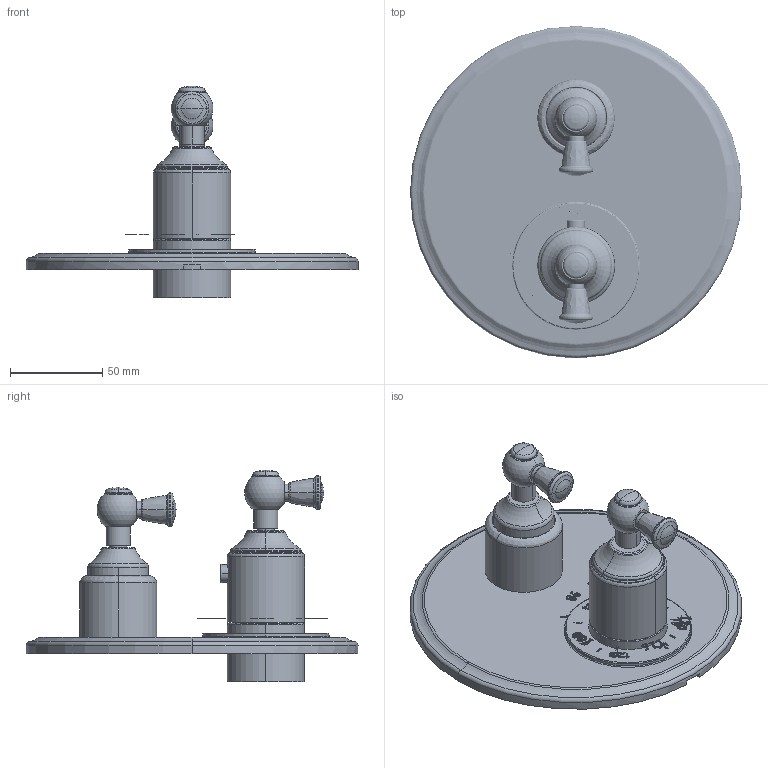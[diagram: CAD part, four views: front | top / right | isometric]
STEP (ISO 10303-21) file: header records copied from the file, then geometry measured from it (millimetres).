
FILE_DESCRIPTION((''),'2;1');
FILE_NAME('3-2413TR_ASM','2016-04-01T',('rsmith'),(''),'PRO/ENGINEER BY PARAMETRIC TECHNOLOGY CORPORATION, 2013150','PRO/ENGINEER BY PARAMETRIC TECHNOLOGY CORPORATION, 2013150','');
FILE_SCHEMA(('CONFIG_CONTROL_DESIGN'));
Products named in the file (24): 12346_AF3; H-78_2_FEET_AF6; 91678; 2-994_AF3_ASM; 12358; 91249; 91080; 2-989_ASM; 91308; 12344; 12345_AF6; 12352; 12353; 92849; 92137; 91246; 2-991_ASM; 11646; 11588; 91255; 11593; 92206; 2-992_ASM; 3-2413TR_ASM
Assembly tree (24 placements, depth 3):
  3-2413TR_ASM
    2-994_AF3_ASM
      12346_AF3
      H-78_2_FEET_AF6
      91678
    2-989_ASM
      12358
      91249
      91080
    91308
    12344
    12345_AF6
    2-991_ASM
      12352
      12353
      92849
      92137
      91246
    2-992_ASM  x2
      11646
      11588
      91255
      11593
      92206
Bounding box: 180 x 180 x 114.77 mm (x, y, z)
Volume: 154295.1 mm3; surface area: 170348.7 mm2
Topology: 24 solids, 684 shells, 3331 faces, 10292 edges, 7732 vertices
Faces by surface type: cylinder 912, plane 801, cone 649, extrusion 483, bspline 256, torus 190, sphere 32, revolution 8
Entity records: 120953 total; most frequent: CARTESIAN_POINT 53882, ORIENTED_EDGE 13173, DIRECTION 10825, EDGE_CURVE 8376, VERTEX_POINT 6573, VECTOR 4063, B_SPLINE_CURVE_WITH_KNOTS 3847, LINE 3580
